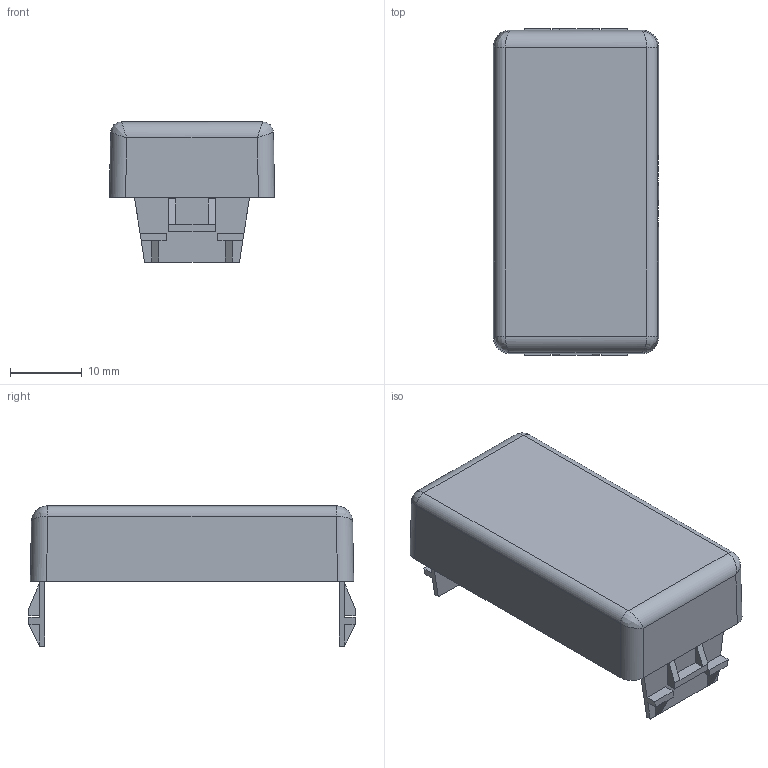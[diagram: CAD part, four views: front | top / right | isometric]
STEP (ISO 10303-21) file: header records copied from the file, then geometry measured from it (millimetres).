
FILE_DESCRIPTION (( 'STEP AP203' ), '1' );
FILE_NAME ('SYSTEM.STEP', '2024-02-13T18:36:46', ( '' ), ( '' ), 'SwSTEP 2.0', 'SolidWorks 2020', '' );
FILE_SCHEMA (( 'CONFIG_CONTROL_DESIGN' ));
Length unit declared in the file: millimetre
Products named in the file (1): SYSTEM
Bounding box: 22.97 x 45.4 x 19.5 mm (x, y, z)
Volume: 3639.8 mm3; surface area: 5077.3 mm2
Topology: 1 solids, 1 shells, 139 faces, 359 edges, 216 vertices
Faces by surface type: plane 100, cylinder 21, bspline 16, cone 2
Entity records: 4864 total; most frequent: CARTESIAN_POINT 1619, ORIENTED_EDGE 702, DIRECTION 577, EDGE_CURVE 351, VECTOR 281, LINE 281, VERTEX_POINT 216, AXIS2_PLACEMENT_3D 148
